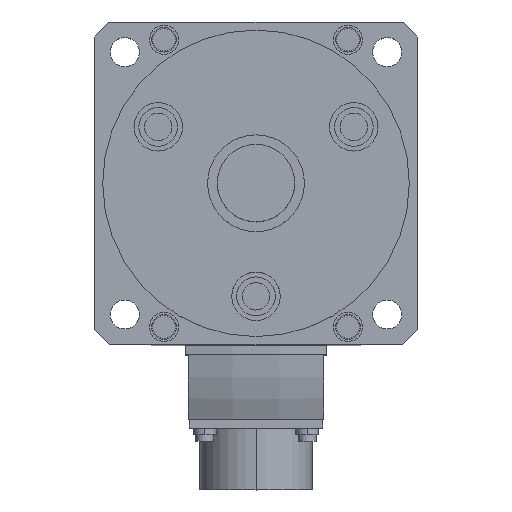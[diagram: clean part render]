
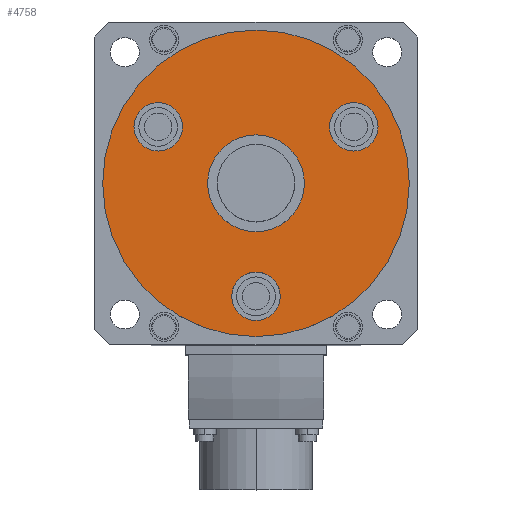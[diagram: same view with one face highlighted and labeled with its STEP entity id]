
A CAD part, top view. The second image highlights one B-rep face of the part: STEP entity #4758.
In plain terms, the highlighted planar face has unit normal (0, 0, 1).
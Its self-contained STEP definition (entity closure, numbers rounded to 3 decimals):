
#1=CARTESIAN_POINT('',(-30.311,17.5,3.));
#2=DIRECTION('',(0.,0.,1.));
#3=DIRECTION('',(0.5,0.866,0.));
#4=AXIS2_PLACEMENT_3D('',#1,#2,#3);
#6=CARTESIAN_POINT('',(-30.311,17.5,3.));
#7=DIRECTION('',(0.,0.,1.));
#8=DIRECTION('',(-0.5,-0.866,0.));
#9=AXIS2_PLACEMENT_3D('',#6,#7,#8);
#11=CARTESIAN_POINT('',(30.311,17.5,3.));
#12=DIRECTION('',(0.,0.,1.));
#13=DIRECTION('',(0.5,-0.866,0.));
#14=AXIS2_PLACEMENT_3D('',#11,#12,#13);
#16=CARTESIAN_POINT('',(30.311,17.5,3.));
#17=DIRECTION('',(0.,0.,1.));
#18=DIRECTION('',(-0.5,0.866,0.));
#19=AXIS2_PLACEMENT_3D('',#16,#17,#18);
#21=CARTESIAN_POINT('',(0.,-35.,3.));
#22=DIRECTION('',(0.,0.,1.));
#23=DIRECTION('',(-1.,0.,0.));
#24=AXIS2_PLACEMENT_3D('',#21,#22,#23);
#26=CARTESIAN_POINT('',(0.,-35.,3.));
#27=DIRECTION('',(0.,0.,1.));
#28=DIRECTION('',(1.,0.,0.));
#29=AXIS2_PLACEMENT_3D('',#26,#27,#28);
#31=CARTESIAN_POINT('',(0.,0.,3.));
#32=DIRECTION('',(0.,0.,-1.));
#33=DIRECTION('',(-1.,0.,0.));
#34=AXIS2_PLACEMENT_3D('',#31,#32,#33);
#36=CARTESIAN_POINT('',(0.,0.,3.));
#37=DIRECTION('',(0.,0.,-1.));
#38=DIRECTION('',(1.,0.,0.));
#39=AXIS2_PLACEMENT_3D('',#36,#37,#38);
#41=CARTESIAN_POINT('',(0.,0.,3.));
#42=DIRECTION('',(0.,0.,1.));
#43=DIRECTION('',(0.,-1.,0.));
#44=AXIS2_PLACEMENT_3D('',#41,#42,#43);
#46=CARTESIAN_POINT('',(0.,0.,3.));
#47=DIRECTION('',(0.,0.,1.));
#48=DIRECTION('',(0.,1.,0.));
#49=AXIS2_PLACEMENT_3D('',#46,#47,#48);
#3647=CARTESIAN_POINT('',(-47.5,0.,3.));
#3648=CARTESIAN_POINT('',(47.5,0.,3.));
#3649=VERTEX_POINT('',#3647);
#3650=VERTEX_POINT('',#3648);
#3787=CARTESIAN_POINT('',(-7.5,-35.,3.));
#3788=CARTESIAN_POINT('',(7.5,-35.,3.));
#3789=VERTEX_POINT('',#3787);
#3790=VERTEX_POINT('',#3788);
#3791=CARTESIAN_POINT('',(34.061,11.005,3.));
#3792=CARTESIAN_POINT('',(26.561,23.995,3.));
#3793=VERTEX_POINT('',#3791);
#3794=VERTEX_POINT('',#3792);
#3795=CARTESIAN_POINT('',(-26.561,23.995,3.));
#3796=CARTESIAN_POINT('',(-34.061,11.005,3.));
#3797=VERTEX_POINT('',#3795);
#3798=VERTEX_POINT('',#3796);
#4595=CARTESIAN_POINT('',(0.,-15.,3.));
#4596=CARTESIAN_POINT('',(0.,15.,3.));
#4597=VERTEX_POINT('',#4595);
#4598=VERTEX_POINT('',#4596);
#4723=CARTESIAN_POINT('',(0.,0.,3.));
#4724=DIRECTION('',(0.,0.,1.));
#4725=DIRECTION('',(1.,0.,0.));
#4726=AXIS2_PLACEMENT_3D('',#4723,#4724,#4725);
#4727=PLANE('',#4726);
#4729=ORIENTED_EDGE('',*,*,#4728,.T.);
#4731=ORIENTED_EDGE('',*,*,#4730,.T.);
#4732=EDGE_LOOP('',(#4729,#4731));
#4733=FACE_OUTER_BOUND('',#4732,.F.);
#4735=ORIENTED_EDGE('',*,*,#4734,.T.);
#4737=ORIENTED_EDGE('',*,*,#4736,.T.);
#4738=EDGE_LOOP('',(#4735,#4737));
#4739=FACE_BOUND('',#4738,.F.);
#4741=ORIENTED_EDGE('',*,*,#4740,.T.);
#4743=ORIENTED_EDGE('',*,*,#4742,.T.);
#4744=EDGE_LOOP('',(#4741,#4743));
#4745=FACE_BOUND('',#4744,.F.);
#4747=ORIENTED_EDGE('',*,*,#4746,.T.);
#4749=ORIENTED_EDGE('',*,*,#4748,.T.);
#4750=EDGE_LOOP('',(#4747,#4749));
#4751=FACE_BOUND('',#4750,.F.);
#4753=ORIENTED_EDGE('',*,*,#4752,.T.);
#4755=ORIENTED_EDGE('',*,*,#4754,.T.);
#4756=EDGE_LOOP('',(#4753,#4755));
#4757=FACE_BOUND('',#4756,.F.);
#4758=ADVANCED_FACE('',(#4733,#4739,#4745,#4751,#4757),#4727,.T.);
#5=CIRCLE('',#4,7.5);
#10=CIRCLE('',#9,7.5);
#15=CIRCLE('',#14,7.5);
#20=CIRCLE('',#19,7.5);
#25=CIRCLE('',#24,7.5);
#30=CIRCLE('',#29,7.5);
#35=CIRCLE('',#34,47.5);
#40=CIRCLE('',#39,47.5);
#45=CIRCLE('',#44,15.);
#50=CIRCLE('',#49,15.);
#4728=EDGE_CURVE('',#3649,#3650,#35,.T.);
#4730=EDGE_CURVE('',#3650,#3649,#40,.T.);
#4734=EDGE_CURVE('',#3797,#3798,#5,.T.);
#4736=EDGE_CURVE('',#3798,#3797,#10,.T.);
#4740=EDGE_CURVE('',#3793,#3794,#15,.T.);
#4742=EDGE_CURVE('',#3794,#3793,#20,.T.);
#4746=EDGE_CURVE('',#3789,#3790,#25,.T.);
#4748=EDGE_CURVE('',#3790,#3789,#30,.T.);
#4752=EDGE_CURVE('',#4597,#4598,#45,.T.);
#4754=EDGE_CURVE('',#4598,#4597,#50,.T.);
